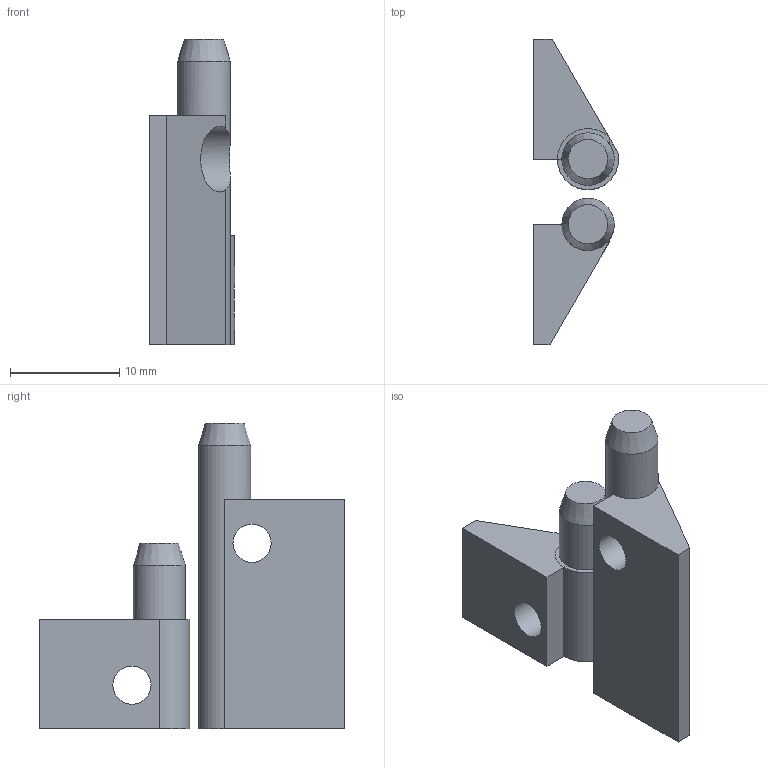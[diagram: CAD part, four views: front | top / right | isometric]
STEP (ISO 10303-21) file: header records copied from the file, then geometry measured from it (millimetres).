
FILE_DESCRIPTION(('FreeCAD Model'),'2;1');
FILE_NAME('Einsy-hinges.step', '2017-12-05T18:50:01',('Author'),(''), 'Open CASCADE STEP processor 6.8','FreeCAD','Unknown');
FILE_SCHEMA(('AUTOMOTIVE_DESIGN_CC2 { 1 2 10303 214 -1 1 5 4 }'));
Length unit declared in the file: millimetre
Products named in the file (1): Group
Bounding box: 7.8 x 28 x 28 mm (x, y, z)
Volume: 1950.3 mm3; surface area: 1678.6 mm2
Topology: 2 solids, 2 shells, 38 faces, 95 edges, 61 vertices
Faces by surface type: plane 26, cylinder 10, cone 2
Full cylindrical faces by diameter (mm): 3.5 x2, 4.8 x2, 6 x2
Entity records: 3248 total; most frequent: CARTESIAN_POINT 1355, DIRECTION 331, ORIENTED_EDGE 190, PCURVE 190, DEFINITIONAL_REPRESENTATION 190, LINE 153, VECTOR 153, EDGE_CURVE 95
